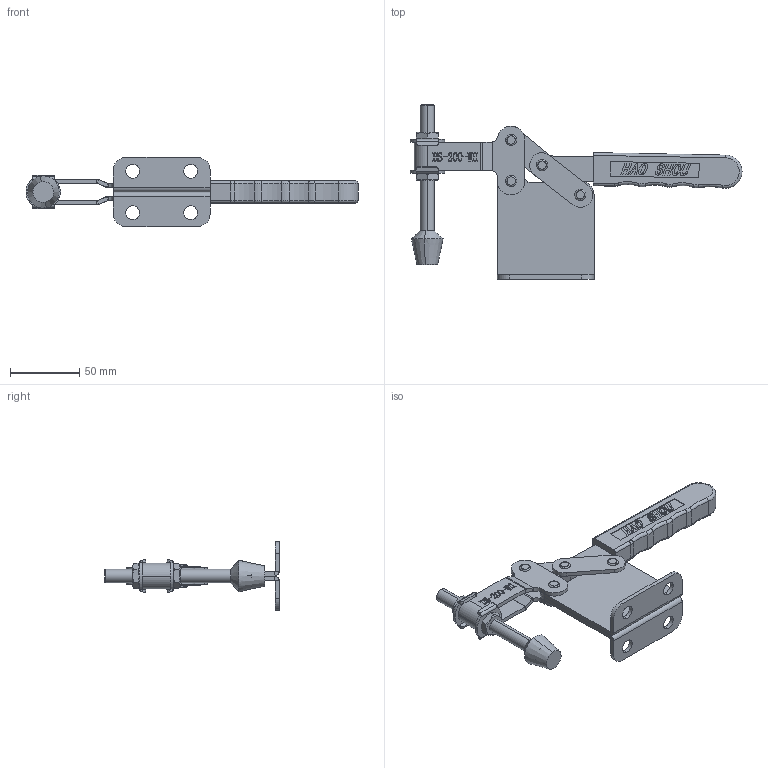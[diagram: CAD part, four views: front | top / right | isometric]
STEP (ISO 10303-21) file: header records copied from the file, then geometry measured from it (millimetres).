
FILE_DESCRIPTION (( 'STEP AP203' ), '1' );
FILE_NAME ('HS-200-WH .STEP', '2020-09-07T02:32:47', ( '微软用户' ), ( '微软中国' ), 'SwSTEP 2.0', 'SolidWorks 2012', '' );
FILE_SCHEMA (( 'CONFIG_CONTROL_DESIGN' ));
Length unit declared in the file: millimetre
Products named in the file (12): HS-200-WH ; FW-380; hex thin nuts-grades ab-chamfered gb_GB_FASTENER_NUT_STNAB M10-N; hexagon head bolts-full thread gb_GB_FASTENER_BOLT_STBAB A M10X100-N; 揤輸; 揤參; 种; 忒梟; 忒參; 蟀裝; 楊擘菁釱酘; 楊擘菁釱衵
Assembly tree (17 placements, depth 2):
  HS-200-WH 
    楊擘菁釱衵
    楊擘菁釱酘
    蟀裝  x2
    忒參
    忒梟
    种  x4
    揤參
    揤輸
    hexagon head bolts-full thread gb_GB_FASTENER_BOLT_STBAB A M10X100-N
    hex thin nuts-grades ab-chamfered gb_GB_FASTENER_NUT_STNAB M10-N  x2
    FW-380  x2
Bounding box: 240.29 x 126.19 x 50 mm (x, y, z)
Volume: 121523 mm3; surface area: 73494.3 mm2
Topology: 17 solids, 17 shells, 919 faces, 2380 edges, 1552 vertices
Faces by surface type: plane 517, bspline 201, cylinder 137, torus 34, cone 30
Entity records: 37616 total; most frequent: CARTESIAN_POINT 16674, ORIENTED_EDGE 4392, DIRECTION 3358, EDGE_CURVE 2196, VECTOR 1462, LINE 1462, VERTEX_POINT 1432, AXIS2_PLACEMENT_3D 948
